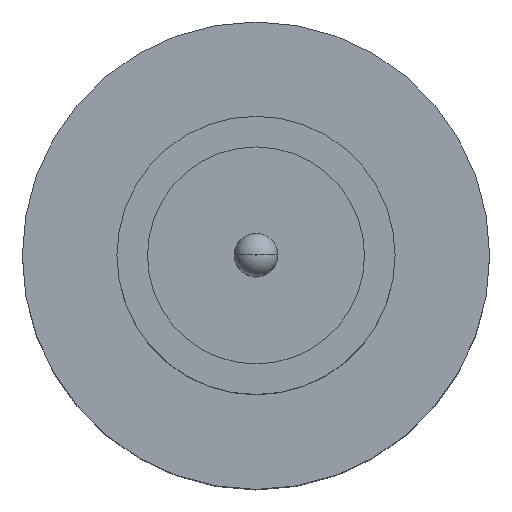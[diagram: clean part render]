
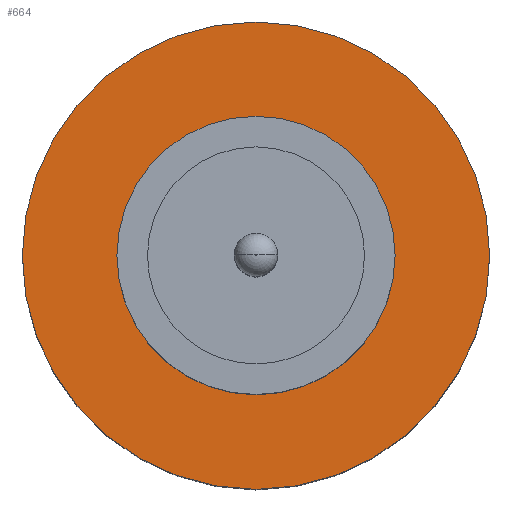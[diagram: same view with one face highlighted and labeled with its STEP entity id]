
A CAD part, top view. The second image highlights one B-rep face of the part: STEP entity #664.
In plain terms, the highlighted planar face has unit normal (0, 0, 1).
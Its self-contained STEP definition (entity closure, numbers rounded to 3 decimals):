
#18 = FACE_OUTER_BOUND ( 'NONE', #618, .T. ) ;
#62 = DIRECTION ( 'NONE',  ( 0., 0., 1. ) ) ;
#117 = CARTESIAN_POINT ( 'NONE',  ( -2.1, 0., 1.55 ) ) ;
#138 = ORIENTED_EDGE ( 'NONE', *, *, #709, .F. ) ;
#171 = DIRECTION ( 'NONE',  ( 1., 0., 0. ) ) ;
#219 = AXIS2_PLACEMENT_3D ( 'NONE', #944, #647, #171 ) ;
#223 = DIRECTION ( 'NONE',  ( 0., 0., 1. ) ) ;
#224 = VERTEX_POINT ( 'NONE', #391 ) ;
#229 = AXIS2_PLACEMENT_3D ( 'NONE', #846, #919, #773 ) ;
#255 = VERTEX_POINT ( 'NONE', #625 ) ;
#256 = ORIENTED_EDGE ( 'NONE', *, *, #535, .T. ) ;
#328 = CIRCLE ( 'NONE', #548, 1.25 ) ;
#369 = CARTESIAN_POINT ( 'NONE',  ( 0., 0., 1.55 ) ) ;
#375 = EDGE_LOOP ( 'NONE', ( #437, #138 ) ) ;
#378 = CARTESIAN_POINT ( 'NONE',  ( 0., 0., 1.55 ) ) ;
#391 = CARTESIAN_POINT ( 'NONE',  ( 2.1, 0., 1.55 ) ) ;
#396 = CARTESIAN_POINT ( 'NONE',  ( -1.25, 0., 1.55 ) ) ;
#409 = AXIS2_PLACEMENT_3D ( 'NONE', #378, #62, #688 ) ;
#429 = EDGE_CURVE ( 'NONE', #255, #533, #652, .T. ) ;
#437 = ORIENTED_EDGE ( 'NONE', *, *, #429, .F. ) ;
#450 = AXIS2_PLACEMENT_3D ( 'NONE', #678, #821, #986 ) ;
#533 = VERTEX_POINT ( 'NONE', #396 ) ;
#535 = EDGE_CURVE ( 'NONE', #608, #224, #561, .T. ) ;
#548 = AXIS2_PLACEMENT_3D ( 'NONE', #369, #223, #988 ) ;
#561 = CIRCLE ( 'NONE', #219, 2.1 ) ;
#574 = ORIENTED_EDGE ( 'NONE', *, *, #675, .T. ) ;
#589 = CIRCLE ( 'NONE', #409, 2.1 ) ;
#608 = VERTEX_POINT ( 'NONE', #117 ) ;
#618 = EDGE_LOOP ( 'NONE', ( #256, #574 ) ) ;
#625 = CARTESIAN_POINT ( 'NONE',  ( 1.25, 0., 1.55 ) ) ;
#627 = FACE_BOUND ( 'NONE', #375, .T. ) ;
#647 = DIRECTION ( 'NONE',  ( 0., 0., 1. ) ) ;
#652 = CIRCLE ( 'NONE', #450, 1.25 ) ;
#664 = ADVANCED_FACE ( 'NONE', ( #627, #18 ), #695, .T. ) ;
#675 = EDGE_CURVE ( 'NONE', #224, #608, #589, .T. ) ;
#678 = CARTESIAN_POINT ( 'NONE',  ( 0., 0., 1.55 ) ) ;
#688 = DIRECTION ( 'NONE',  ( 1., 0., 0. ) ) ;
#695 = PLANE ( 'NONE',  #229 ) ;
#709 = EDGE_CURVE ( 'NONE', #533, #255, #328, .T. ) ;
#773 = DIRECTION ( 'NONE',  ( 1., 0., 0. ) ) ;
#821 = DIRECTION ( 'NONE',  ( 0., 0., 1. ) ) ;
#846 = CARTESIAN_POINT ( 'NONE',  ( 0., 0., 1.55 ) ) ;
#919 = DIRECTION ( 'NONE',  ( 0., 0., 1. ) ) ;
#944 = CARTESIAN_POINT ( 'NONE',  ( 0., 0., 1.55 ) ) ;
#986 = DIRECTION ( 'NONE',  ( 1., 0., 0. ) ) ;
#988 = DIRECTION ( 'NONE',  ( 1., 0., 0. ) ) ;
